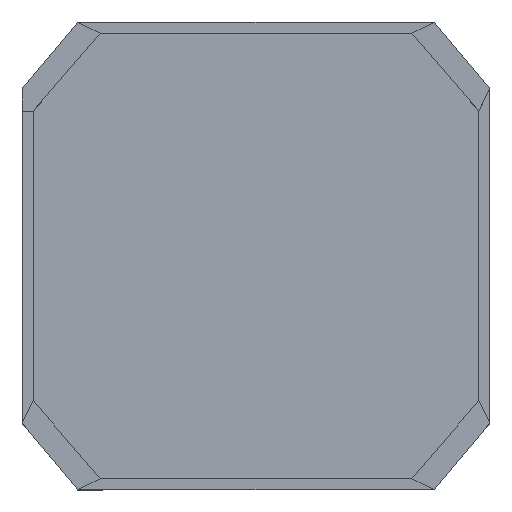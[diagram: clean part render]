
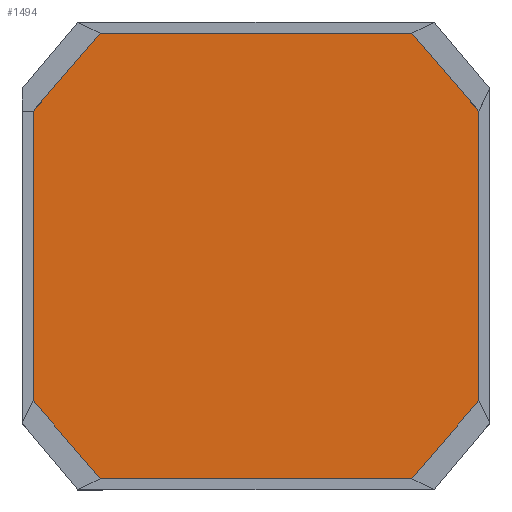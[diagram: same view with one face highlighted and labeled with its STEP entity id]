
A CAD part, top view. The second image highlights one B-rep face of the part: STEP entity #1494.
In plain terms, the highlighted planar face has unit normal (0, 0, 1).
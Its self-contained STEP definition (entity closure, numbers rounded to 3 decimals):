
#14 = CARTESIAN_POINT ( 'NONE',  ( -20., 13.005, 8. ) ) ;
#15 = DIRECTION ( 'NONE',  ( 1., 0., 0. ) ) ;
#21 = LINE ( 'NONE', #464, #793 ) ;
#30 = EDGE_CURVE ( 'NONE', #697, #320, #1515, .T. ) ;
#34 = DIRECTION ( 'NONE',  ( -0.651, -0.759, 0. ) ) ;
#37 = DIRECTION ( 'NONE',  ( 0., -1., 0. ) ) ;
#45 = CARTESIAN_POINT ( 'NONE',  ( -14., 20., 8. ) ) ;
#97 = ORIENTED_EDGE ( 'NONE', *, *, #473, .T. ) ;
#99 = DIRECTION ( 'NONE',  ( -0.651, 0.759, 0. ) ) ;
#111 = CARTESIAN_POINT ( 'NONE',  ( 14., 20., 8. ) ) ;
#112 = CARTESIAN_POINT ( 'NONE',  ( 14., -20., 8. ) ) ;
#154 = CARTESIAN_POINT ( 'NONE',  ( 0., 0., 8. ) ) ;
#185 = EDGE_LOOP ( 'NONE', ( #1086, #591, #319, #1074, #1407, #686, #647, #97 ) ) ;
#203 = EDGE_CURVE ( 'NONE', #1190, #422, #790, .T. ) ;
#221 = CARTESIAN_POINT ( 'NONE',  ( 14., 20., 8. ) ) ;
#240 = LINE ( 'NONE', #1422, #1192 ) ;
#272 = EDGE_CURVE ( 'NONE', #422, #1206, #490, .T. ) ;
#295 = EDGE_CURVE ( 'NONE', #1206, #882, #1191, .T. ) ;
#301 = VERTEX_POINT ( 'NONE', #960 ) ;
#319 = ORIENTED_EDGE ( 'NONE', *, *, #203, .T. ) ;
#320 = VERTEX_POINT ( 'NONE', #111 ) ;
#391 = LINE ( 'NONE', #45, #1325 ) ;
#407 = VECTOR ( 'NONE', #99, 1000. ) ;
#422 = VERTEX_POINT ( 'NONE', #1024 ) ;
#457 = DIRECTION ( 'NONE',  ( 0.651, -0.759, 0. ) ) ;
#464 = CARTESIAN_POINT ( 'NONE',  ( 20., 13.005, 8. ) ) ;
#473 = EDGE_CURVE ( 'NONE', #320, #301, #783, .T. ) ;
#489 = FACE_OUTER_BOUND ( 'NONE', #185, .T. ) ;
#490 = LINE ( 'NONE', #1081, #755 ) ;
#531 = VECTOR ( 'NONE', #901, 1000. ) ;
#568 = CARTESIAN_POINT ( 'NONE',  ( 14., -20., 8. ) ) ;
#570 = EDGE_CURVE ( 'NONE', #301, #1454, #391, .T. ) ;
#591 = ORIENTED_EDGE ( 'NONE', *, *, #1409, .T. ) ;
#612 = DIRECTION ( 'NONE',  ( 0., 1., 0. ) ) ;
#641 = CARTESIAN_POINT ( 'NONE',  ( 20., -13.005, 8. ) ) ;
#647 = ORIENTED_EDGE ( 'NONE', *, *, #30, .T. ) ;
#686 = ORIENTED_EDGE ( 'NONE', *, *, #1294, .T. ) ;
#697 = VERTEX_POINT ( 'NONE', #1010 ) ;
#755 = VECTOR ( 'NONE', #15, 1000. ) ;
#783 = LINE ( 'NONE', #872, #531 ) ;
#790 = LINE ( 'NONE', #1522, #1222 ) ;
#793 = VECTOR ( 'NONE', #612, 1000. ) ;
#847 = PLANE ( 'NONE',  #1072 ) ;
#872 = CARTESIAN_POINT ( 'NONE',  ( -14., 20., 8. ) ) ;
#882 = VERTEX_POINT ( 'NONE', #641 ) ;
#901 = DIRECTION ( 'NONE',  ( -1., 0., 0. ) ) ;
#934 = CARTESIAN_POINT ( 'NONE',  ( -20., -13.005, 8. ) ) ;
#960 = CARTESIAN_POINT ( 'NONE',  ( -14., 20., 8. ) ) ;
#982 = VECTOR ( 'NONE', #1162, 1000. ) ;
#1010 = CARTESIAN_POINT ( 'NONE',  ( 20., 13.005, 8. ) ) ;
#1024 = CARTESIAN_POINT ( 'NONE',  ( -14., -20., 8. ) ) ;
#1072 = AXIS2_PLACEMENT_3D ( 'NONE', #154, #1313, #1203 ) ;
#1074 = ORIENTED_EDGE ( 'NONE', *, *, #272, .T. ) ;
#1081 = CARTESIAN_POINT ( 'NONE',  ( -14., -20., 8. ) ) ;
#1086 = ORIENTED_EDGE ( 'NONE', *, *, #570, .T. ) ;
#1162 = DIRECTION ( 'NONE',  ( 0.651, 0.759, 0. ) ) ;
#1190 = VERTEX_POINT ( 'NONE', #934 ) ;
#1191 = LINE ( 'NONE', #568, #982 ) ;
#1192 = VECTOR ( 'NONE', #37, 1000. ) ;
#1203 = DIRECTION ( 'NONE',  ( -1., 0., 0. ) ) ;
#1206 = VERTEX_POINT ( 'NONE', #112 ) ;
#1222 = VECTOR ( 'NONE', #457, 1000. ) ;
#1294 = EDGE_CURVE ( 'NONE', #882, #697, #21, .T. ) ;
#1313 = DIRECTION ( 'NONE',  ( 0., 0., -1. ) ) ;
#1325 = VECTOR ( 'NONE', #34, 1000. ) ;
#1407 = ORIENTED_EDGE ( 'NONE', *, *, #295, .T. ) ;
#1409 = EDGE_CURVE ( 'NONE', #1454, #1190, #240, .T. ) ;
#1422 = CARTESIAN_POINT ( 'NONE',  ( -20., 13.005, 8. ) ) ;
#1454 = VERTEX_POINT ( 'NONE', #14 ) ;
#1494 = ADVANCED_FACE ( 'NONE', ( #489 ), #847, .F. ) ;
#1515 = LINE ( 'NONE', #221, #407 ) ;
#1522 = CARTESIAN_POINT ( 'NONE',  ( -14., -20., 8. ) ) ;
